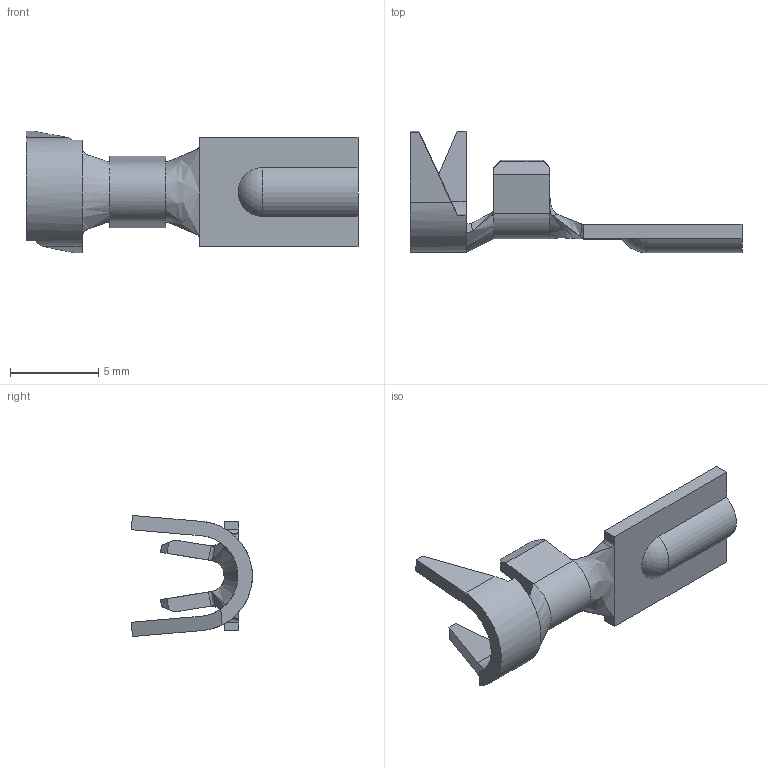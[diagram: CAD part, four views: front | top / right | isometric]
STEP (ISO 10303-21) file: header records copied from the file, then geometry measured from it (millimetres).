
FILE_DESCRIPTION (( 'STEP AP203' ), '1' );
FILE_NAME ('06332.STEP', '2016-03-09T12:36:18', ( '' ), ( '' ), 'SwSTEP 2.0', 'SolidWorks 2014', '' );
FILE_SCHEMA (( 'CONFIG_CONTROL_DESIGN' ));
Length unit declared in the file: inch
Products named in the file (1): 06332
Bounding box: 18.8 x 6.88 x 6.86 mm (x, y, z)
Volume: 110.7 mm3; surface area: 345.3 mm2
Topology: 1 solids, 1 shells, 99 faces, 267 edges, 170 vertices
Faces by surface type: plane 60, bspline 16, cylinder 14, cone 6, sphere 2, torus 1
Entity records: 3891 total; most frequent: CARTESIAN_POINT 1485, ORIENTED_EDGE 534, DIRECTION 410, EDGE_CURVE 267, LINE 172, VECTOR 172, VERTEX_POINT 170, AXIS2_PLACEMENT_3D 119
